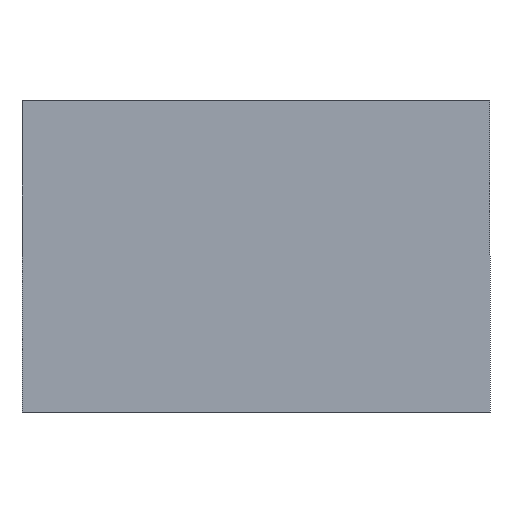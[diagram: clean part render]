
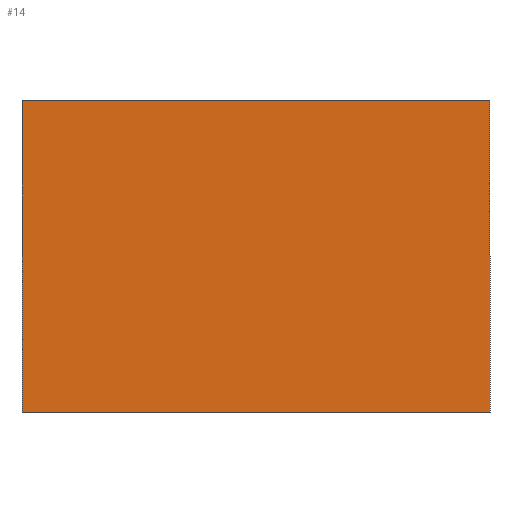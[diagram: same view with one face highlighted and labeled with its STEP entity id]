
A CAD part, front view. The second image highlights one B-rep face of the part: STEP entity #14.
In plain terms, the highlighted planar face has unit normal (0, -1, 0).
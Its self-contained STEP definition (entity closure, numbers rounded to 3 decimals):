
#14 = ADVANCED_FACE ( 'NONE', ( #539 ), #132, .T. ) ;
#66 = CARTESIAN_POINT ( 'NONE',  ( 0., 0., 0. ) ) ;
#70 = DIRECTION ( 'NONE',  ( -1., 0., 0. ) ) ;
#108 = ORIENTED_EDGE ( 'NONE', *, *, #750, .T. ) ;
#132 = PLANE ( 'NONE',  #244 ) ;
#221 = LINE ( 'NONE', #508, #551 ) ;
#233 = EDGE_CURVE ( 'NONE', #302, #739, #687, .T. ) ;
#244 = AXIS2_PLACEMENT_3D ( 'NONE', #66, #669, #250 ) ;
#250 = DIRECTION ( 'NONE',  ( 0., 0., -1. ) ) ;
#274 = EDGE_CURVE ( 'NONE', #739, #682, #720, .T. ) ;
#280 = VECTOR ( 'NONE', #449, 1000. ) ;
#298 = CARTESIAN_POINT ( 'NONE',  ( -30., 0., 20. ) ) ;
#302 = VERTEX_POINT ( 'NONE', #507 ) ;
#433 = CARTESIAN_POINT ( 'NONE',  ( 30., 0., -20. ) ) ;
#449 = DIRECTION ( 'NONE',  ( 1., 0., 0. ) ) ;
#488 = CARTESIAN_POINT ( 'NONE',  ( -30., 0., 20. ) ) ;
#507 = CARTESIAN_POINT ( 'NONE',  ( 30., 0., 20. ) ) ;
#508 = CARTESIAN_POINT ( 'NONE',  ( 30., 0., 20. ) ) ;
#532 = VECTOR ( 'NONE', #70, 1000. ) ;
#539 = FACE_OUTER_BOUND ( 'NONE', #603, .T. ) ;
#551 = VECTOR ( 'NONE', #782, 1000. ) ;
#562 = VECTOR ( 'NONE', #646, 1000. ) ;
#577 = ORIENTED_EDGE ( 'NONE', *, *, #706, .T. ) ;
#603 = EDGE_LOOP ( 'NONE', ( #108, #577, #675, #776 ) ) ;
#646 = DIRECTION ( 'NONE',  ( 0., 0., -1. ) ) ;
#669 = DIRECTION ( 'NONE',  ( 0., -1., 0. ) ) ;
#675 = ORIENTED_EDGE ( 'NONE', *, *, #233, .T. ) ;
#682 = VERTEX_POINT ( 'NONE', #721 ) ;
#687 = LINE ( 'NONE', #488, #532 ) ;
#706 = EDGE_CURVE ( 'NONE', #761, #302, #221, .T. ) ;
#720 = LINE ( 'NONE', #845, #562 ) ;
#721 = CARTESIAN_POINT ( 'NONE',  ( -30., 0., -20. ) ) ;
#739 = VERTEX_POINT ( 'NONE', #298 ) ;
#750 = EDGE_CURVE ( 'NONE', #682, #761, #843, .T. ) ;
#761 = VERTEX_POINT ( 'NONE', #433 ) ;
#776 = ORIENTED_EDGE ( 'NONE', *, *, #274, .T. ) ;
#782 = DIRECTION ( 'NONE',  ( 0., 0., 1. ) ) ;
#789 = CARTESIAN_POINT ( 'NONE',  ( -30., 0., -20. ) ) ;
#843 = LINE ( 'NONE', #789, #280 ) ;
#845 = CARTESIAN_POINT ( 'NONE',  ( -30., 0., 20. ) ) ;
